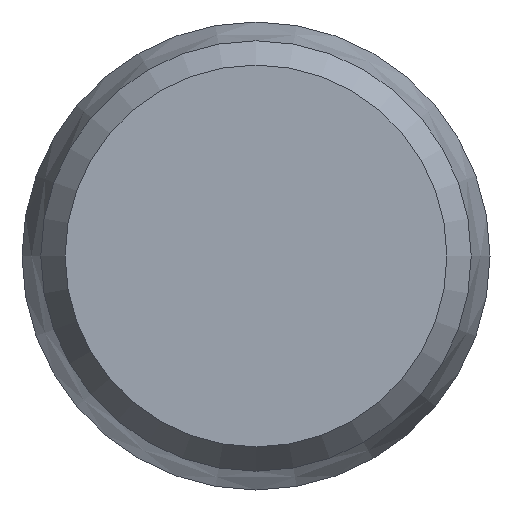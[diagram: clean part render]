
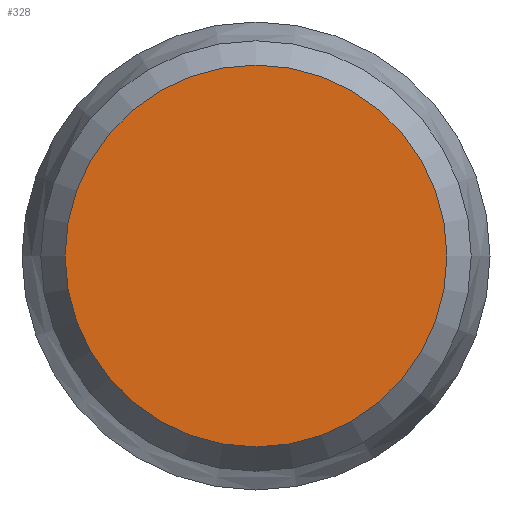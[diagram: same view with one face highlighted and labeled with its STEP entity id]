
A CAD part, front view. The second image highlights one B-rep face of the part: STEP entity #328.
In plain terms, the highlighted planar face has unit normal (0, -1, 0).
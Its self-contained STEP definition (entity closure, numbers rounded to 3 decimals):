
#38=PLANE('',#397);
#63=FACE_OUTER_BOUND('',#95,.T.);
#95=EDGE_LOOP('',(#295));
#151=CIRCLE('',#396,7.75);
#175=VERTEX_POINT('',#600);
#214=EDGE_CURVE('',#175,#175,#151,.T.);
#295=ORIENTED_EDGE('',*,*,#214,.T.);
#328=ADVANCED_FACE('',(#63),#38,.T.);
#396=AXIS2_PLACEMENT_3D('',#601,#509,#510);
#397=AXIS2_PLACEMENT_3D('',#603,#512,#513);
#509=DIRECTION('center_axis',(0.,-1.,0.));
#510=DIRECTION('ref_axis',(1.,0.,0.));
#512=DIRECTION('center_axis',(0.,-1.,0.));
#513=DIRECTION('ref_axis',(0.,0.,-1.));
#600=CARTESIAN_POINT('',(-7.75,0.,0.));
#601=CARTESIAN_POINT('Origin',(0.,0.,0.));
#603=CARTESIAN_POINT('Origin',(0.,0.,0.));
